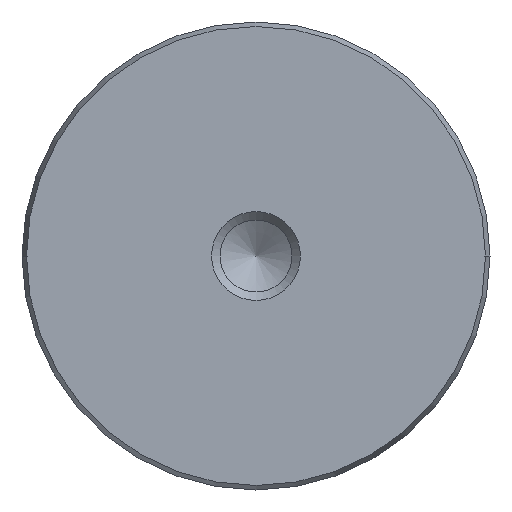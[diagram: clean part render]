
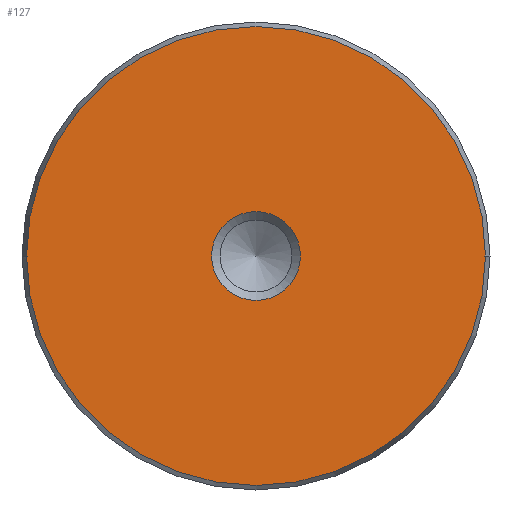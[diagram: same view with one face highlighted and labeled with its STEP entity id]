
A CAD part, left-side view. The second image highlights one B-rep face of the part: STEP entity #127.
In plain terms, the highlighted planar face has unit normal (-1, 0, 0).
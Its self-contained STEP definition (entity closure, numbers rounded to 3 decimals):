
#19=FACE_BOUND('',#55,.T.);
#20=PLANE('',#159);
#33=CIRCLE('',#156,2.);
#35=CIRCLE('',#160,10.335);
#36=CIRCLE('',#161,10.335);
#45=FACE_OUTER_BOUND('',#54,.T.);
#54=EDGE_LOOP('',(#103,#104));
#55=EDGE_LOOP('',(#105));
#68=VERTEX_POINT('',#558);
#70=VERTEX_POINT('',#566);
#71=VERTEX_POINT('',#567);
#78=EDGE_CURVE('',#68,#68,#33,.T.);
#82=EDGE_CURVE('',#70,#71,#35,.T.);
#83=EDGE_CURVE('',#71,#70,#36,.T.);
#103=ORIENTED_EDGE('',*,*,#82,.T.);
#104=ORIENTED_EDGE('',*,*,#83,.T.);
#105=ORIENTED_EDGE('',*,*,#78,.T.);
#127=ADVANCED_FACE('',(#45,#19),#20,.T.);
#156=AXIS2_PLACEMENT_3D('',#559,#175,#176);
#159=AXIS2_PLACEMENT_3D('',#565,#183,#184);
#160=AXIS2_PLACEMENT_3D('',#568,#185,#186);
#161=AXIS2_PLACEMENT_3D('',#569,#187,#188);
#175=DIRECTION('center_axis',(1.,0.,0.));
#176=DIRECTION('ref_axis',(0.,0.,1.));
#183=DIRECTION('center_axis',(-1.,0.,0.));
#184=DIRECTION('ref_axis',(0.,1.,0.));
#185=DIRECTION('center_axis',(-1.,0.,0.));
#186=DIRECTION('ref_axis',(0.,1.,0.));
#187=DIRECTION('center_axis',(-1.,0.,0.));
#188=DIRECTION('ref_axis',(0.,-1.,0.));
#558=CARTESIAN_POINT('',(0.,0.,-2.));
#559=CARTESIAN_POINT('Origin',(0.,0.,0.));
#565=CARTESIAN_POINT('Origin',(0.,-10.541,10.541));
#566=CARTESIAN_POINT('',(0.,-10.335,0.));
#567=CARTESIAN_POINT('',(0.,10.335,0.));
#568=CARTESIAN_POINT('Origin',(0.,0.,0.));
#569=CARTESIAN_POINT('Origin',(0.,0.,0.));
